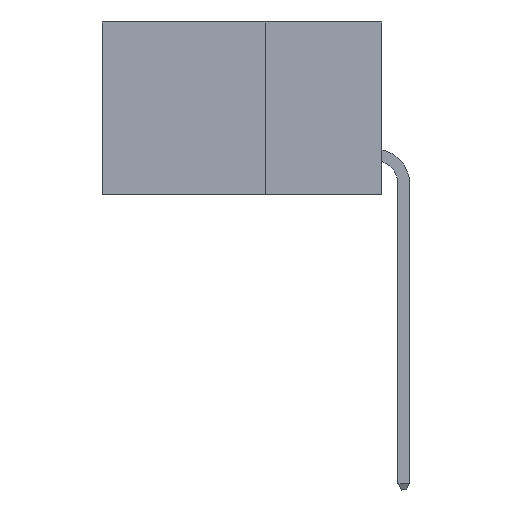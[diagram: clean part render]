
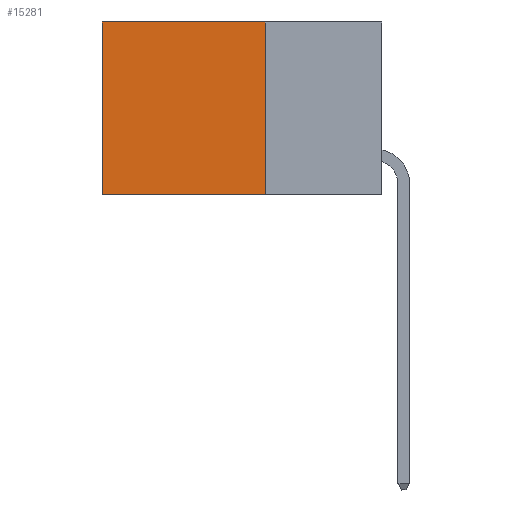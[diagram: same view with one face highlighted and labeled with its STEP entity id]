
A CAD part, left-side view. The second image highlights one B-rep face of the part: STEP entity #15281.
In plain terms, the highlighted planar face has unit normal (-1, 0, 0).
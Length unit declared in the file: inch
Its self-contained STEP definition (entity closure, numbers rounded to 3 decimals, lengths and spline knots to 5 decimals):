
#1689 = LINE ( 'NONE', #15377, #2515 ) ;
#2515 = VECTOR ( 'NONE', #10090, 39.37008 ) ;
#2859 = ORIENTED_EDGE ( 'NONE', *, *, #21718, .T. ) ;
#4390 = ORIENTED_EDGE ( 'NONE', *, *, #6956, .F. ) ;
#6863 = CARTESIAN_POINT ( 'NONE',  ( 0.2875, 0.6, 0. ) ) ;
#6874 = CARTESIAN_POINT ( 'NONE',  ( 0.2875, 0.25, -0.37 ) ) ;
#6956 = EDGE_CURVE ( 'NONE', #30054, #22674, #1689, .T. ) ;
#7355 = DIRECTION ( 'NONE',  ( 0., 1., 0. ) ) ;
#8396 = LINE ( 'NONE', #31913, #27708 ) ;
#9472 = CARTESIAN_POINT ( 'NONE',  ( 0.2875, 0.25, 0. ) ) ;
#9890 = CARTESIAN_POINT ( 'NONE',  ( 0.2875, 0.25, 0. ) ) ;
#10090 = DIRECTION ( 'NONE',  ( 0., 0., -1. ) ) ;
#11892 = CARTESIAN_POINT ( 'NONE',  ( 0.2875, 0.25, 0. ) ) ;
#12592 = DIRECTION ( 'NONE',  ( 0., 1., 0. ) ) ;
#13137 = EDGE_CURVE ( 'NONE', #30054, #20035, #32156, .T. ) ;
#15281 = ADVANCED_FACE ( 'NONE', ( #23510 ), #30631, .F. ) ;
#15355 = CARTESIAN_POINT ( 'NONE',  ( 0.2875, 0.25, -0.37 ) ) ;
#15377 = CARTESIAN_POINT ( 'NONE',  ( 0.2875, 0.25, 0. ) ) ;
#15534 = LINE ( 'NONE', #15355, #28071 ) ;
#16102 = ORIENTED_EDGE ( 'NONE', *, *, #13137, .T. ) ;
#17501 = AXIS2_PLACEMENT_3D ( 'NONE', #11892, #27659, #33314 ) ;
#20035 = VERTEX_POINT ( 'NONE', #6863 ) ;
#21718 = EDGE_CURVE ( 'NONE', #20035, #22199, #8396, .T. ) ;
#22199 = VERTEX_POINT ( 'NONE', #33488 ) ;
#22555 = VECTOR ( 'NONE', #12592, 39.37008 ) ;
#22674 = VERTEX_POINT ( 'NONE', #6874 ) ;
#23510 = FACE_OUTER_BOUND ( 'NONE', #32134, .T. ) ;
#27643 = EDGE_CURVE ( 'NONE', #22674, #22199, #15534, .T. ) ;
#27659 = DIRECTION ( 'NONE',  ( 1., 0., 0. ) ) ;
#27708 = VECTOR ( 'NONE', #31798, 39.37008 ) ;
#28071 = VECTOR ( 'NONE', #7355, 39.37008 ) ;
#30054 = VERTEX_POINT ( 'NONE', #9472 ) ;
#30631 = PLANE ( 'NONE',  #17501 ) ;
#31798 = DIRECTION ( 'NONE',  ( 0., 0., -1. ) ) ;
#31913 = CARTESIAN_POINT ( 'NONE',  ( 0.2875, 0.6, 0. ) ) ;
#32134 = EDGE_LOOP ( 'NONE', ( #2859, #33266, #4390, #16102 ) ) ;
#32156 = LINE ( 'NONE', #9890, #22555 ) ;
#33266 = ORIENTED_EDGE ( 'NONE', *, *, #27643, .F. ) ;
#33314 = DIRECTION ( 'NONE',  ( 0., 0., -1. ) ) ;
#33488 = CARTESIAN_POINT ( 'NONE',  ( 0.2875, 0.6, -0.37 ) ) ;
